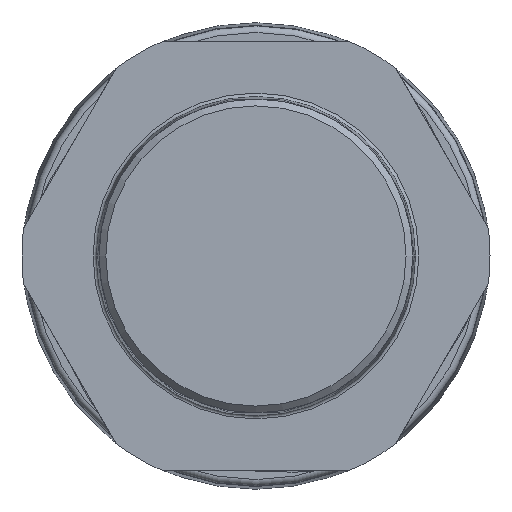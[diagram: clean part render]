
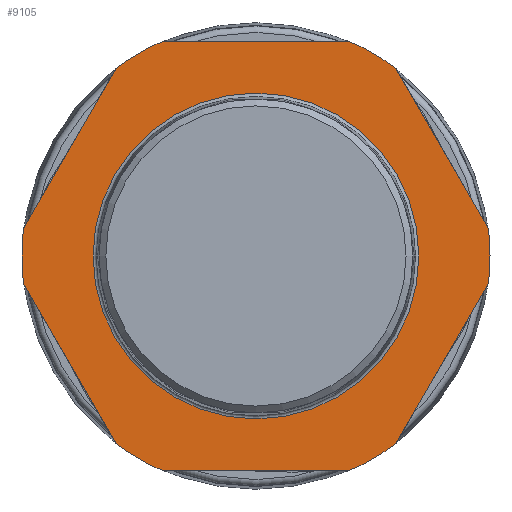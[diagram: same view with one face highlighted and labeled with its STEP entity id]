
A CAD part, left-side view. The second image highlights one B-rep face of the part: STEP entity #9105.
In plain terms, the highlighted planar face has unit normal (-1, 0, 0).
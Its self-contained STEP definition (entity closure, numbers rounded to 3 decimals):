
#259=FACE_BOUND('',#2353,.T.);
#841=LINE('',#19443,#1154);
#844=LINE('',#19473,#1157);
#847=LINE('',#19503,#1160);
#850=LINE('',#19533,#1163);
#853=LINE('',#19553,#1166);
#856=LINE('',#19596,#1169);
#1154=VECTOR('',#12710,10.);
#1157=VECTOR('',#12715,10.);
#1160=VECTOR('',#12720,10.);
#1163=VECTOR('',#12725,10.);
#1166=VECTOR('',#12730,10.);
#1169=VECTOR('',#12735,10.);
#1401=PLANE('',#10241);
#1870=FACE_OUTER_BOUND('',#2352,.T.);
#2352=EDGE_LOOP('',(#7986,#7987,#7988,#7989,#7990,#7991,#7992,#7993,#7994,
#7995,#7996,#7997));
#2353=EDGE_LOOP('',(#7998,#7999));
#2983=CIRCLE('',#10225,35.4);
#2985=CIRCLE('',#10228,35.4);
#2986=CIRCLE('',#10230,35.4);
#2989=CIRCLE('',#10234,35.4);
#2990=CIRCLE('',#10236,35.4);
#2994=CIRCLE('',#10242,35.4);
#2995=CIRCLE('',#10243,24.63);
#2996=CIRCLE('',#10244,24.63);
#3891=VERTEX_POINT('',#19440);
#3892=VERTEX_POINT('',#19442);
#3895=VERTEX_POINT('',#19470);
#3896=VERTEX_POINT('',#19472);
#3899=VERTEX_POINT('',#19500);
#3900=VERTEX_POINT('',#19502);
#3903=VERTEX_POINT('',#19530);
#3904=VERTEX_POINT('',#19532);
#3907=VERTEX_POINT('',#19550);
#3908=VERTEX_POINT('',#19552);
#3912=VERTEX_POINT('',#19593);
#3913=VERTEX_POINT('',#19595);
#3914=VERTEX_POINT('',#19618);
#3915=VERTEX_POINT('',#19619);
#5244=EDGE_CURVE('',#3892,#3891,#841,.T.);
#5248=EDGE_CURVE('',#3896,#3895,#844,.T.);
#5252=EDGE_CURVE('',#3900,#3899,#847,.T.);
#5256=EDGE_CURVE('',#3904,#3903,#850,.T.);
#5260=EDGE_CURVE('',#3908,#3907,#853,.T.);
#5265=EDGE_CURVE('',#3913,#3912,#856,.T.);
#5268=EDGE_CURVE('',#3913,#3903,#2983,.T.);
#5270=EDGE_CURVE('',#3904,#3899,#2985,.T.);
#5271=EDGE_CURVE('',#3896,#3907,#2986,.T.);
#5274=EDGE_CURVE('',#3900,#3895,#2989,.T.);
#5275=EDGE_CURVE('',#3892,#3912,#2990,.T.);
#5279=EDGE_CURVE('',#3908,#3891,#2994,.T.);
#5280=EDGE_CURVE('',#3914,#3915,#2995,.T.);
#5281=EDGE_CURVE('',#3915,#3914,#2996,.T.);
#7986=ORIENTED_EDGE('',*,*,#5244,.T.);
#7987=ORIENTED_EDGE('',*,*,#5279,.F.);
#7988=ORIENTED_EDGE('',*,*,#5260,.T.);
#7989=ORIENTED_EDGE('',*,*,#5271,.F.);
#7990=ORIENTED_EDGE('',*,*,#5248,.T.);
#7991=ORIENTED_EDGE('',*,*,#5274,.F.);
#7992=ORIENTED_EDGE('',*,*,#5252,.T.);
#7993=ORIENTED_EDGE('',*,*,#5270,.F.);
#7994=ORIENTED_EDGE('',*,*,#5256,.T.);
#7995=ORIENTED_EDGE('',*,*,#5268,.F.);
#7996=ORIENTED_EDGE('',*,*,#5265,.T.);
#7997=ORIENTED_EDGE('',*,*,#5275,.F.);
#7998=ORIENTED_EDGE('',*,*,#5280,.T.);
#7999=ORIENTED_EDGE('',*,*,#5281,.T.);
#9105=ADVANCED_FACE('',(#1870,#259),#1401,.T.);
#10225=AXIS2_PLACEMENT_3D('',#19600,#12741,#12742);
#10228=AXIS2_PLACEMENT_3D('',#19603,#12747,#12748);
#10230=AXIS2_PLACEMENT_3D('',#19605,#12751,#12752);
#10234=AXIS2_PLACEMENT_3D('',#19609,#12759,#12760);
#10236=AXIS2_PLACEMENT_3D('',#19611,#12763,#12764);
#10241=AXIS2_PLACEMENT_3D('',#19616,#12773,#12774);
#10242=AXIS2_PLACEMENT_3D('',#19617,#12775,#12776);
#10243=AXIS2_PLACEMENT_3D('',#19620,#12777,#12778);
#10244=AXIS2_PLACEMENT_3D('',#19621,#12779,#12780);
#12710=DIRECTION('',(0.,-0.5,-0.866));
#12715=DIRECTION('',(0.,-0.5,0.866));
#12720=DIRECTION('',(0.,0.5,0.866));
#12725=DIRECTION('',(0.,1.,0.));
#12730=DIRECTION('',(0.,-1.,0.));
#12735=DIRECTION('',(0.,0.5,-0.866));
#12741=DIRECTION('center_axis',(1.,0.,0.));
#12742=DIRECTION('ref_axis',(0.,0.,
1.));
#12747=DIRECTION('center_axis',(1.,0.,0.));
#12748=DIRECTION('ref_axis',(0.,0.,
1.));
#12751=DIRECTION('center_axis',(1.,0.,0.));
#12752=DIRECTION('ref_axis',(0.,0.,
1.));
#12759=DIRECTION('center_axis',(1.,0.,0.));
#12760=DIRECTION('ref_axis',(0.,0.,
1.));
#12763=DIRECTION('center_axis',(1.,0.,0.));
#12764=DIRECTION('ref_axis',(0.,0.,
1.));
#12773=DIRECTION('center_axis',(-1.,0.,0.));
#12774=DIRECTION('ref_axis',(0.,0.,
-1.));
#12775=DIRECTION('center_axis',(1.,0.,0.));
#12776=DIRECTION('ref_axis',(0.,0.,
1.));
#12777=DIRECTION('center_axis',(1.,0.,0.));
#12778=DIRECTION('ref_axis',(0.,0.,
1.));
#12779=DIRECTION('center_axis',(1.,0.,0.));
#12780=DIRECTION('ref_axis',(0.,0.,
1.));
#19440=CARTESIAN_POINT('',(-3.605,21.13,-28.402));
#19442=CARTESIAN_POINT('',(-3.605,35.162,-4.098));
#19443=CARTESIAN_POINT('',(-3.605,27.229,-17.838));
#19470=CARTESIAN_POINT('',(-3.605,-35.162,-4.098));
#19472=CARTESIAN_POINT('',(-3.605,-21.13,-28.402));
#19473=CARTESIAN_POINT('',(-3.605,-29.063,-14.662));
#19500=CARTESIAN_POINT('',(-3.605,-21.13,28.402));
#19502=CARTESIAN_POINT('',(-3.605,-35.162,4.098));
#19503=CARTESIAN_POINT('',(-3.605,-36.079,2.509));
#19530=CARTESIAN_POINT('',(-3.605,14.032,32.5));
#19532=CARTESIAN_POINT('',(-3.605,-14.032,32.5));
#19533=CARTESIAN_POINT('',(-3.605,-24.716,32.5));
#19550=CARTESIAN_POINT('',(-3.605,-14.032,-32.5));
#19552=CARTESIAN_POINT('',(-3.605,14.032,-32.5));
#19553=CARTESIAN_POINT('',(-3.605,-10.684,-32.5));
#19593=CARTESIAN_POINT('',(-3.605,35.162,4.098));
#19595=CARTESIAN_POINT('',(-3.605,21.13,28.402));
#19596=CARTESIAN_POINT('',(-3.605,20.213,29.991));
#19600=CARTESIAN_POINT('Origin',(-3.605,0.,0.));
#19603=CARTESIAN_POINT('Origin',(-3.605,0.,0.));
#19605=CARTESIAN_POINT('Origin',(-3.605,0.,0.));
#19609=CARTESIAN_POINT('Origin',(-3.605,0.,0.));
#19611=CARTESIAN_POINT('Origin',(-3.605,0.,0.));
#19616=CARTESIAN_POINT('Origin',(-3.605,-35.4,0.));
#19617=CARTESIAN_POINT('Origin',(-3.605,0.,0.));
#19618=CARTESIAN_POINT('',(-3.605,-24.63,0.));
#19619=CARTESIAN_POINT('',(-3.605,0.,-24.63));
#19620=CARTESIAN_POINT('Origin',(-3.605,0.,0.));
#19621=CARTESIAN_POINT('Origin',(-3.605,0.,0.));
